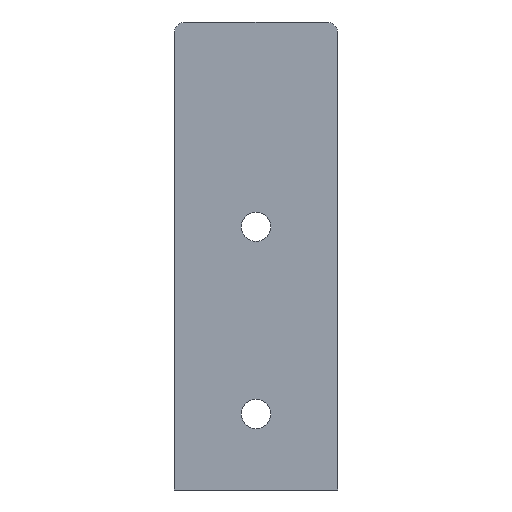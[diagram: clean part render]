
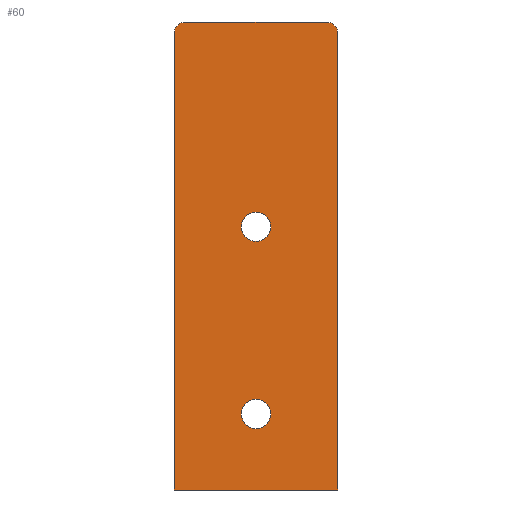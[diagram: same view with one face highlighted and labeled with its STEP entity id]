
A CAD part, front view. The second image highlights one B-rep face of the part: STEP entity #60.
In plain terms, the highlighted planar face has unit normal (0, -1, 0).
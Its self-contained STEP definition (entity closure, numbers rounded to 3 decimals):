
#38=FACE_BOUND('',#82,.T.);
#39=FACE_BOUND('',#83,.T.);
#40=FACE_BOUND('',#84,.T.);
#48=CIRCLE('',#209,1.25);
#49=CIRCLE('',#210,1.25);
#50=CIRCLE('',#211,1.);
#51=CIRCLE('',#212,1.);
#60=ADVANCED_FACE('',(#38,#39,#40),#70,.T.);
#70=PLANE('',#213);
#82=EDGE_LOOP('',(#110));
#83=EDGE_LOOP('',(#111));
#84=EDGE_LOOP('',(#112,#113,#114,#115,#116,#117));
#110=ORIENTED_EDGE('',*,*,#168,.T.);
#111=ORIENTED_EDGE('',*,*,#169,.T.);
#112=ORIENTED_EDGE('',*,*,#166,.T.);
#113=ORIENTED_EDGE('',*,*,#170,.T.);
#114=ORIENTED_EDGE('',*,*,#154,.T.);
#115=ORIENTED_EDGE('',*,*,#160,.T.);
#116=ORIENTED_EDGE('',*,*,#163,.T.);
#117=ORIENTED_EDGE('',*,*,#171,.T.);
#138=VERTEX_POINT('',#277);
#139=VERTEX_POINT('',#278);
#143=VERTEX_POINT('',#288);
#145=VERTEX_POINT('',#294);
#148=VERTEX_POINT('',#301);
#149=VERTEX_POINT('',#303);
#150=VERTEX_POINT('',#307);
#151=VERTEX_POINT('',#309);
#154=EDGE_CURVE('',#138,#139,#176,.T.);
#160=EDGE_CURVE('',#139,#143,#182,.T.);
#163=EDGE_CURVE('',#143,#145,#185,.T.);
#166=EDGE_CURVE('',#149,#148,#188,.T.);
#168=EDGE_CURVE('',#150,#150,#48,.T.);
#169=EDGE_CURVE('',#151,#151,#49,.T.);
#170=EDGE_CURVE('',#148,#138,#50,.T.);
#171=EDGE_CURVE('',#145,#149,#51,.T.);
#176=LINE('',#276,#190);
#182=LINE('',#289,#196);
#185=LINE('',#295,#199);
#188=LINE('',#302,#202);
#190=VECTOR('',#225,1.);
#196=VECTOR('',#233,1.);
#199=VECTOR('',#238,1.);
#202=VECTOR('',#243,1.);
#209=AXIS2_PLACEMENT_3D('',#306,#247,#248);
#210=AXIS2_PLACEMENT_3D('',#308,#249,#250);
#211=AXIS2_PLACEMENT_3D('',#310,#251,#252);
#212=AXIS2_PLACEMENT_3D('',#311,#253,#254);
#213=AXIS2_PLACEMENT_3D('',#312,#255,#256);
#225=DIRECTION('',(0.,0.,-1.));
#233=DIRECTION('',(1.,0.,0.));
#238=DIRECTION('',(0.,0.,1.));
#243=DIRECTION('',(-1.,0.,0.));
#247=DIRECTION('',(0.,1.,0.));
#248=DIRECTION('',(0.,0.,1.));
#249=DIRECTION('',(0.,1.,0.));
#250=DIRECTION('',(0.,0.,1.));
#251=DIRECTION('',(0.,-1.,0.));
#252=DIRECTION('',(0.,0.,-1.));
#253=DIRECTION('',(0.,-1.,0.));
#254=DIRECTION('',(0.,0.,-1.));
#255=DIRECTION('',(0.,-1.,0.));
#256=DIRECTION('',(0.,0.,-1.));
#276=CARTESIAN_POINT('',(0.,-5.,40.));
#277=CARTESIAN_POINT('',(0.,-5.,39.));
#278=CARTESIAN_POINT('',(0.,-5.,0.));
#288=CARTESIAN_POINT('',(14.,-5.,0.));
#289=CARTESIAN_POINT('',(0.,-5.,0.));
#294=CARTESIAN_POINT('',(14.,-5.,39.));
#295=CARTESIAN_POINT('',(14.,-5.,0.));
#301=CARTESIAN_POINT('',(1.,-5.,40.));
#302=CARTESIAN_POINT('',(14.,-5.,40.));
#303=CARTESIAN_POINT('',(13.,-5.,40.));
#306=CARTESIAN_POINT('',(7.,-5.,22.5));
#307=CARTESIAN_POINT('',(7.,-5.,23.75));
#308=CARTESIAN_POINT('',(7.,-5.,6.5));
#309=CARTESIAN_POINT('',(7.,-5.,7.75));
#310=CARTESIAN_POINT('',(1.,-5.,39.));
#311=CARTESIAN_POINT('',(13.,-5.,39.));
#312=CARTESIAN_POINT('',(0.,-5.,0.));
